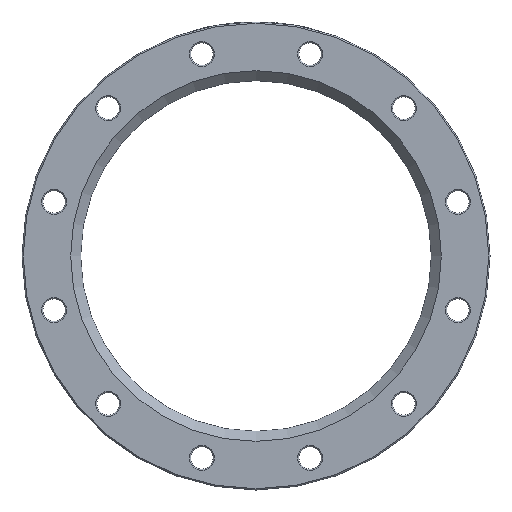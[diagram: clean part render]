
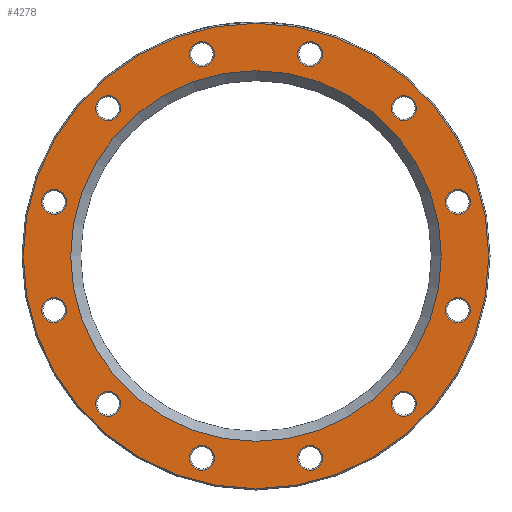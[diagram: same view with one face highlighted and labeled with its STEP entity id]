
A CAD part, left-side view. The second image highlights one B-rep face of the part: STEP entity #4278.
In plain terms, the highlighted planar face has unit normal (-1, 0, 0).
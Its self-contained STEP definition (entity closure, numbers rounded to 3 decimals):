
#5 = DIRECTION ( 'NONE',  ( -1., 0., 0. ) ) ;
#72 = CARTESIAN_POINT ( 'NONE',  ( 0., -161.793, 43.352 ) ) ;
#118 = EDGE_LOOP ( 'NONE', ( #1915 ) ) ;
#176 = DIRECTION ( 'NONE',  ( 1., 0., 0. ) ) ;
#197 = AXIS2_PLACEMENT_3D ( 'NONE', #1018, #2800, #4123 ) ;
#241 = DIRECTION ( 'NONE',  ( 0., 0., -1. ) ) ;
#246 = ORIENTED_EDGE ( 'NONE', *, *, #1544, .T. ) ;
#288 = DIRECTION ( 'NONE',  ( 0., 0., -1. ) ) ;
#317 = CARTESIAN_POINT ( 'NONE',  ( 0., -43.352, -171.793 ) ) ;
#375 = CARTESIAN_POINT ( 'NONE',  ( 0., -43.352, -161.793 ) ) ;
#396 = EDGE_CURVE ( 'NONE', #5060, #5060, #571, .T. ) ;
#428 = EDGE_LOOP ( 'NONE', ( #4381 ) ) ;
#511 = CARTESIAN_POINT ( 'NONE',  ( 0., 161.793, -43.352 ) ) ;
#534 = CARTESIAN_POINT ( 'NONE',  ( 0., 161.793, -53.352 ) ) ;
#568 = CARTESIAN_POINT ( 'NONE',  ( 0., 118.44, 118.44 ) ) ;
#571 = CIRCLE ( 'NONE', #3821, 10. ) ;
#582 = CIRCLE ( 'NONE', #1982, 10. ) ;
#670 = FACE_BOUND ( 'NONE', #2641, .T. ) ;
#697 = FACE_OUTER_BOUND ( 'NONE', #428, .T. ) ;
#712 = DIRECTION ( 'NONE',  ( 1., 0., 0. ) ) ;
#740 = CIRCLE ( 'NONE', #4176, 10. ) ;
#750 = FACE_BOUND ( 'NONE', #3768, .T. ) ;
#818 = DIRECTION ( 'NONE',  ( 1., 0., 0. ) ) ;
#911 = DIRECTION ( 'NONE',  ( 0., 0., -1. ) ) ;
#921 = ORIENTED_EDGE ( 'NONE', *, *, #1861, .T. ) ;
#943 = CARTESIAN_POINT ( 'NONE',  ( 0., -161.793, -53.352 ) ) ;
#945 = ORIENTED_EDGE ( 'NONE', *, *, #3494, .T. ) ;
#1018 = CARTESIAN_POINT ( 'NONE',  ( 0., -43.352, 161.793 ) ) ;
#1071 = DIRECTION ( 'NONE',  ( 1., 0., 0. ) ) ;
#1095 = CARTESIAN_POINT ( 'NONE',  ( 0., 118.44, -128.44 ) ) ;
#1100 = FACE_BOUND ( 'NONE', #4790, .T. ) ;
#1126 = VERTEX_POINT ( 'NONE', #5603 ) ;
#1162 = CIRCLE ( 'NONE', #2007, 10. ) ;
#1217 = FACE_BOUND ( 'NONE', #3621, .T. ) ;
#1341 = AXIS2_PLACEMENT_3D ( 'NONE', #4864, #818, #3554 ) ;
#1389 = EDGE_CURVE ( 'NONE', #5519, #5519, #2821, .T. ) ;
#1463 = DIRECTION ( 'NONE',  ( 0., 0., -1. ) ) ;
#1474 = VERTEX_POINT ( 'NONE', #5028 ) ;
#1540 = CIRCLE ( 'NONE', #1718, 10. ) ;
#1544 = EDGE_CURVE ( 'NONE', #4964, #4964, #582, .T. ) ;
#1592 = VERTEX_POINT ( 'NONE', #3369 ) ;
#1693 = EDGE_LOOP ( 'NONE', ( #4741 ) ) ;
#1718 = AXIS2_PLACEMENT_3D ( 'NONE', #72, #4952, #2743 ) ;
#1743 = ORIENTED_EDGE ( 'NONE', *, *, #4378, .T. ) ;
#1771 = DIRECTION ( 'NONE',  ( 0., 0., -1. ) ) ;
#1824 = DIRECTION ( 'NONE',  ( 1., 0., 0. ) ) ;
#1861 = EDGE_CURVE ( 'NONE', #1474, #1474, #4395, .T. ) ;
#1915 = ORIENTED_EDGE ( 'NONE', *, *, #396, .T. ) ;
#1926 = DIRECTION ( 'NONE',  ( 0., 0., -1. ) ) ;
#1982 = AXIS2_PLACEMENT_3D ( 'NONE', #511, #1824, #3721 ) ;
#2001 = VERTEX_POINT ( 'NONE', #1095 ) ;
#2007 = AXIS2_PLACEMENT_3D ( 'NONE', #2400, #4164, #5048 ) ;
#2027 = EDGE_LOOP ( 'NONE', ( #945 ) ) ;
#2031 = FACE_BOUND ( 'NONE', #5037, .T. ) ;
#2057 = VERTEX_POINT ( 'NONE', #3852 ) ;
#2088 = FACE_BOUND ( 'NONE', #1693, .T. ) ;
#2115 = CARTESIAN_POINT ( 'NONE',  ( 0., 140.5, 0. ) ) ;
#2172 = ORIENTED_EDGE ( 'NONE', *, *, #5171, .T. ) ;
#2277 = EDGE_CURVE ( 'NONE', #2057, #2057, #2423, .T. ) ;
#2400 = CARTESIAN_POINT ( 'NONE',  ( 0., 43.352, -161.793 ) ) ;
#2423 = CIRCLE ( 'NONE', #5668, 10. ) ;
#2445 = FACE_BOUND ( 'NONE', #118, .T. ) ;
#2469 = FACE_BOUND ( 'NONE', #3996, .T. ) ;
#2496 = FACE_BOUND ( 'NONE', #2027, .T. ) ;
#2503 = AXIS2_PLACEMENT_3D ( 'NONE', #568, #176, #4557 ) ;
#2545 = CARTESIAN_POINT ( 'NONE',  ( 0., 0., -148.5 ) ) ;
#2641 = EDGE_LOOP ( 'NONE', ( #3936 ) ) ;
#2644 = CARTESIAN_POINT ( 'NONE',  ( 0., 0., 0. ) ) ;
#2669 = EDGE_CURVE ( 'NONE', #5169, #5169, #3694, .T. ) ;
#2731 = ORIENTED_EDGE ( 'NONE', *, *, #4878, .T. ) ;
#2743 = DIRECTION ( 'NONE',  ( 0., 0., -1. ) ) ;
#2768 = DIRECTION ( 'NONE',  ( 1., 0., 0. ) ) ;
#2800 = DIRECTION ( 'NONE',  ( 1., 0., 0. ) ) ;
#2821 = CIRCLE ( 'NONE', #3083, 10. ) ;
#2876 = VERTEX_POINT ( 'NONE', #3877 ) ;
#3046 = ORIENTED_EDGE ( 'NONE', *, *, #2669, .T. ) ;
#3083 = AXIS2_PLACEMENT_3D ( 'NONE', #4157, #2768, #1926 ) ;
#3192 = AXIS2_PLACEMENT_3D ( 'NONE', #5064, #1071, #241 ) ;
#3195 = DIRECTION ( 'NONE',  ( 1., 0., 0. ) ) ;
#3220 = ORIENTED_EDGE ( 'NONE', *, *, #4532, .T. ) ;
#3255 = EDGE_CURVE ( 'NONE', #2001, #2001, #4357, .T. ) ;
#3340 = VERTEX_POINT ( 'NONE', #5114 ) ;
#3369 = CARTESIAN_POINT ( 'NONE',  ( 0., -161.793, 33.352 ) ) ;
#3402 = EDGE_CURVE ( 'NONE', #1126, #1126, #4270, .T. ) ;
#3429 = PLANE ( 'NONE',  #3890 ) ;
#3494 = EDGE_CURVE ( 'NONE', #2876, #2876, #5380, .T. ) ;
#3554 = DIRECTION ( 'NONE',  ( 0., 0., -1. ) ) ;
#3571 = DIRECTION ( 'NONE',  ( 1., 0., 0. ) ) ;
#3597 = AXIS2_PLACEMENT_3D ( 'NONE', #5317, #3195, #5403 ) ;
#3614 = CIRCLE ( 'NONE', #2503, 10. ) ;
#3621 = EDGE_LOOP ( 'NONE', ( #2172 ) ) ;
#3694 = CIRCLE ( 'NONE', #3597, 10. ) ;
#3721 = DIRECTION ( 'NONE',  ( 0., 0., -1. ) ) ;
#3768 = EDGE_LOOP ( 'NONE', ( #4581 ) ) ;
#3799 = FACE_BOUND ( 'NONE', #5527, .T. ) ;
#3821 = AXIS2_PLACEMENT_3D ( 'NONE', #5541, #712, #4283 ) ;
#3823 = CARTESIAN_POINT ( 'NONE',  ( 0., 43.352, 151.793 ) ) ;
#3852 = CARTESIAN_POINT ( 'NONE',  ( 0., -118.44, -128.44 ) ) ;
#3877 = CARTESIAN_POINT ( 'NONE',  ( 0., -43.352, 151.793 ) ) ;
#3890 = AXIS2_PLACEMENT_3D ( 'NONE', #2115, #4323, #4238 ) ;
#3936 = ORIENTED_EDGE ( 'NONE', *, *, #1389, .T. ) ;
#3941 = DIRECTION ( 'NONE',  ( 1., 0., 0. ) ) ;
#3996 = EDGE_LOOP ( 'NONE', ( #1743 ) ) ;
#4059 = EDGE_LOOP ( 'NONE', ( #3220 ) ) ;
#4102 = CARTESIAN_POINT ( 'NONE',  ( 0., 118.44, -118.44 ) ) ;
#4123 = DIRECTION ( 'NONE',  ( 0., 0., -1. ) ) ;
#4157 = CARTESIAN_POINT ( 'NONE',  ( 0., -161.793, -43.352 ) ) ;
#4164 = DIRECTION ( 'NONE',  ( 1., 0., 0. ) ) ;
#4175 = CARTESIAN_POINT ( 'NONE',  ( 0., 161.793, 33.352 ) ) ;
#4176 = AXIS2_PLACEMENT_3D ( 'NONE', #375, #3941, #911 ) ;
#4178 = AXIS2_PLACEMENT_3D ( 'NONE', #4102, #5446, #1463 ) ;
#4238 = DIRECTION ( 'NONE',  ( 0., 0., -1. ) ) ;
#4270 = CIRCLE ( 'NONE', #5204, 186.5 ) ;
#4278 = ADVANCED_FACE ( 'NONE', ( #1100, #697, #5176, #5637, #2496, #5581, #2088, #670, #2031, #2469, #1217, #750, #3799, #2445 ), #3429, .F. ) ;
#4283 = DIRECTION ( 'NONE',  ( 0., 0., -1. ) ) ;
#4323 = DIRECTION ( 'NONE',  ( 1., 0., 0. ) ) ;
#4357 = CIRCLE ( 'NONE', #4178, 10. ) ;
#4378 = EDGE_CURVE ( 'NONE', #5089, #5089, #740, .T. ) ;
#4381 = ORIENTED_EDGE ( 'NONE', *, *, #3402, .T. ) ;
#4395 = CIRCLE ( 'NONE', #3192, 10. ) ;
#4532 = EDGE_CURVE ( 'NONE', #3340, #3340, #3614, .T. ) ;
#4557 = DIRECTION ( 'NONE',  ( 0., 0., -1. ) ) ;
#4581 = ORIENTED_EDGE ( 'NONE', *, *, #3255, .T. ) ;
#4632 = ORIENTED_EDGE ( 'NONE', *, *, #2277, .T. ) ;
#4705 = VERTEX_POINT ( 'NONE', #5301 ) ;
#4728 = CARTESIAN_POINT ( 'NONE',  ( 0., -118.44, -118.44 ) ) ;
#4741 = ORIENTED_EDGE ( 'NONE', *, *, #5069, .T. ) ;
#4761 = VERTEX_POINT ( 'NONE', #2545 ) ;
#4790 = EDGE_LOOP ( 'NONE', ( #2731 ) ) ;
#4864 = CARTESIAN_POINT ( 'NONE',  ( 0., 0., 0. ) ) ;
#4878 = EDGE_CURVE ( 'NONE', #4761, #4761, #5531, .T. ) ;
#4952 = DIRECTION ( 'NONE',  ( 1., 0., 0. ) ) ;
#4964 = VERTEX_POINT ( 'NONE', #534 ) ;
#5028 = CARTESIAN_POINT ( 'NONE',  ( 0., -118.44, 108.44 ) ) ;
#5037 = EDGE_LOOP ( 'NONE', ( #4632 ) ) ;
#5046 = EDGE_LOOP ( 'NONE', ( #921 ) ) ;
#5048 = DIRECTION ( 'NONE',  ( 0., 0., -1. ) ) ;
#5060 = VERTEX_POINT ( 'NONE', #4175 ) ;
#5064 = CARTESIAN_POINT ( 'NONE',  ( 0., -118.44, 118.44 ) ) ;
#5069 = EDGE_CURVE ( 'NONE', #1592, #1592, #1540, .T. ) ;
#5089 = VERTEX_POINT ( 'NONE', #317 ) ;
#5114 = CARTESIAN_POINT ( 'NONE',  ( 0., 118.44, 108.44 ) ) ;
#5169 = VERTEX_POINT ( 'NONE', #3823 ) ;
#5171 = EDGE_CURVE ( 'NONE', #4705, #4705, #1162, .T. ) ;
#5176 = FACE_BOUND ( 'NONE', #4059, .T. ) ;
#5204 = AXIS2_PLACEMENT_3D ( 'NONE', #2644, #5, #1771 ) ;
#5301 = CARTESIAN_POINT ( 'NONE',  ( 0., 43.352, -171.793 ) ) ;
#5317 = CARTESIAN_POINT ( 'NONE',  ( 0., 43.352, 161.793 ) ) ;
#5330 = EDGE_LOOP ( 'NONE', ( #3046 ) ) ;
#5380 = CIRCLE ( 'NONE', #197, 10. ) ;
#5403 = DIRECTION ( 'NONE',  ( 0., 0., -1. ) ) ;
#5446 = DIRECTION ( 'NONE',  ( 1., 0., 0. ) ) ;
#5519 = VERTEX_POINT ( 'NONE', #943 ) ;
#5527 = EDGE_LOOP ( 'NONE', ( #246 ) ) ;
#5531 = CIRCLE ( 'NONE', #1341, 148.5 ) ;
#5541 = CARTESIAN_POINT ( 'NONE',  ( 0., 161.793, 43.352 ) ) ;
#5581 = FACE_BOUND ( 'NONE', #5046, .T. ) ;
#5603 = CARTESIAN_POINT ( 'NONE',  ( 0., 0., -186.5 ) ) ;
#5637 = FACE_BOUND ( 'NONE', #5330, .T. ) ;
#5668 = AXIS2_PLACEMENT_3D ( 'NONE', #4728, #3571, #288 ) ;
